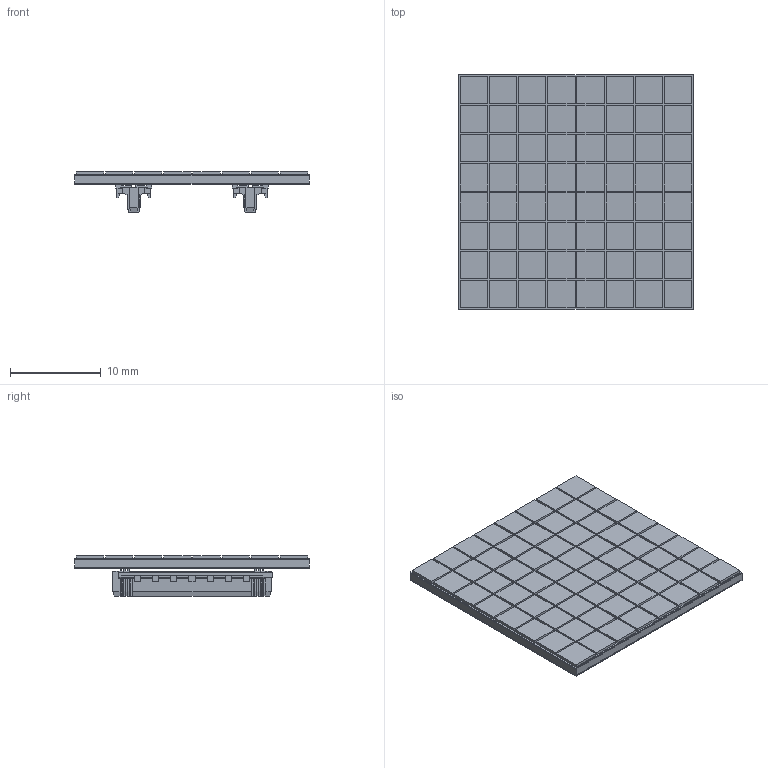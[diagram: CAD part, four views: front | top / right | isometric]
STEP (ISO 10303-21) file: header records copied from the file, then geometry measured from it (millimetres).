
FILE_DESCRIPTION((''),'2;1');
FILE_NAME('HAMAMATSU_S12642-0808PB-50_Part1.stp','2014-10-28T11:01:26',(''),(''),'Mechanical Desktop 2011','Mechanical Desktop 2011',', , ');
FILE_SCHEMA(('AUTOMOTIVE_DESIGN { 1 2 10303 214 1 1 1 1 }'));
Length unit declared in the file: millimetre
Products named in the file (1): Product
Bounding box: 25.8 x 25.8 x 4.42 mm (x, y, z)
Volume: 1039.8 mm3; surface area: 6224.8 mm2
Topology: 152 solids, 176 shells, 2022 faces, 4930 edges, 3242 vertices
Faces by surface type: plane 1176, bspline 556, cylinder 280, sphere 10
Entity records: 61555 total; most frequent: CARTESIAN_POINT 15331, ORIENTED_EDGE 9852, DIRECTION 8404, EDGE_CURVE 4926, VECTOR 4174, LINE 4174, VERTEX_POINT 3242, AXIS2_PLACEMENT_3D 2115
